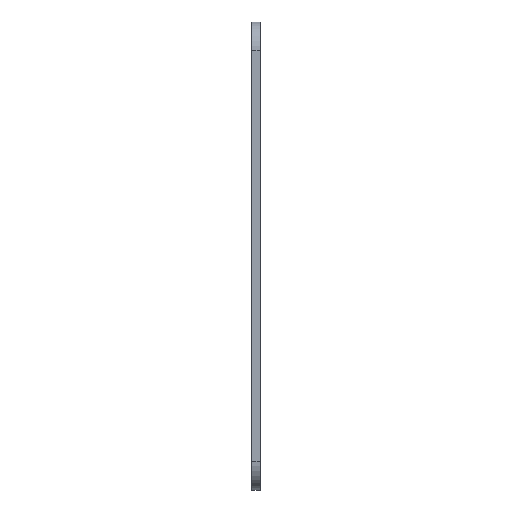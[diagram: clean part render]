
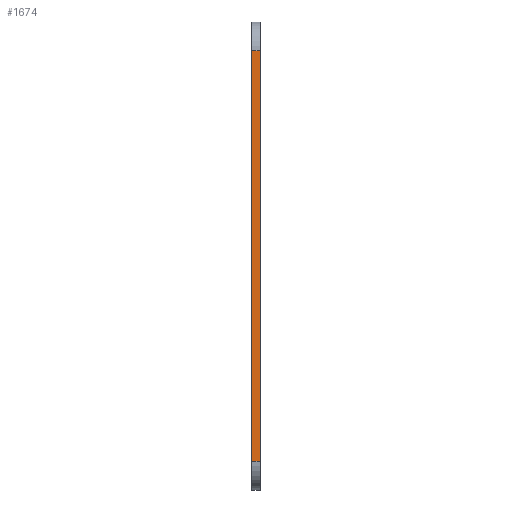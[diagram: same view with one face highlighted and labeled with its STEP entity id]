
A CAD part, left-side view. The second image highlights one B-rep face of the part: STEP entity #1674.
In plain terms, the highlighted planar face has unit normal (-1, 0, 0).
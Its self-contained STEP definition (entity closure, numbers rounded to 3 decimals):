
#45=PLANE('',#1784);
#92=FACE_OUTER_BOUND('',#178,.T.);
#178=EDGE_LOOP('',(#1153,#1154,#1155,#1156));
#298=LINE('',#2510,#462);
#299=LINE('',#2513,#463);
#300=LINE('',#2515,#464);
#301=LINE('',#2516,#465);
#462=VECTOR('',#1996,10.);
#463=VECTOR('',#1999,10.);
#464=VECTOR('',#2000,10.);
#465=VECTOR('',#2001,10.);
#713=VERTEX_POINT('',#2503);
#716=VERTEX_POINT('',#2508);
#717=VERTEX_POINT('',#2512);
#718=VERTEX_POINT('',#2514);
#892=EDGE_CURVE('',#716,#713,#298,.T.);
#893=EDGE_CURVE('',#717,#716,#299,.T.);
#894=EDGE_CURVE('',#718,#717,#300,.T.);
#895=EDGE_CURVE('',#713,#718,#301,.T.);
#1153=ORIENTED_EDGE('',*,*,#892,.F.);
#1154=ORIENTED_EDGE('',*,*,#893,.F.);
#1155=ORIENTED_EDGE('',*,*,#894,.F.);
#1156=ORIENTED_EDGE('',*,*,#895,.F.);
#1674=ADVANCED_FACE('',(#92),#45,.T.);
#1784=AXIS2_PLACEMENT_3D('',#2511,#1997,#1998);
#1996=DIRECTION('',(0.,1.,0.));
#1997=DIRECTION('center_axis',(-1.,0.,0.));
#1998=DIRECTION('ref_axis',(0.,0.,1.));
#1999=DIRECTION('',(0.,0.,-1.));
#2000=DIRECTION('',(0.,-1.,0.));
#2001=DIRECTION('',(0.,0.,1.));
#2503=CARTESIAN_POINT('',(-11.775,1.5,11.63));
#2508=CARTESIAN_POINT('',(-11.775,0.,11.63));
#2510=CARTESIAN_POINT('',(-11.775,0.,11.63));
#2511=CARTESIAN_POINT('Origin',(-11.775,0.,6.63));
#2512=CARTESIAN_POINT('',(-11.775,0.,82.73));
#2513=CARTESIAN_POINT('',(-11.775,0.,87.73));
#2514=CARTESIAN_POINT('',(-11.775,1.5,82.73));
#2515=CARTESIAN_POINT('',(-11.775,0.,82.73));
#2516=CARTESIAN_POINT('',(-11.775,1.5,87.73));
